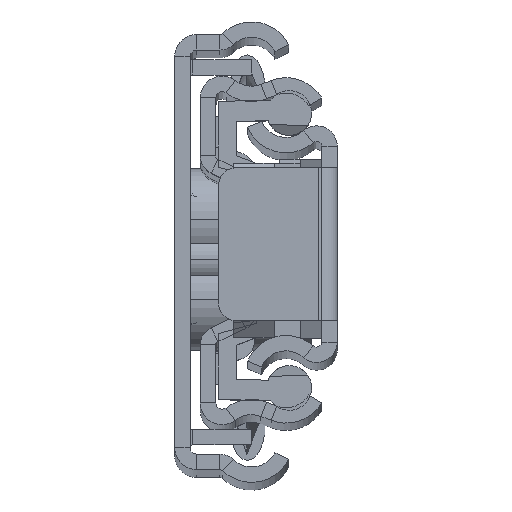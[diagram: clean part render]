
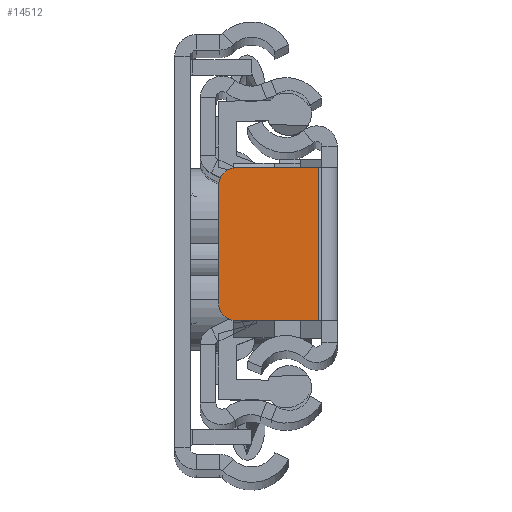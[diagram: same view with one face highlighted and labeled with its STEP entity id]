
A CAD part, top view. The second image highlights one B-rep face of the part: STEP entity #14512.
In plain terms, the highlighted planar face has unit normal (0, 0, 1).
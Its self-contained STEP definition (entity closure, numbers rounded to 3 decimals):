
#115 = VERTEX_POINT ( 'NONE', #14855 ) ;
#167 = FACE_OUTER_BOUND ( 'NONE', #783, .T. ) ;
#282 = DIRECTION ( 'NONE',  ( -1., 0., 0. ) ) ;
#783 = EDGE_LOOP ( 'NONE', ( #14715, #2759, #2011, #1776, #2163, #8929 ) ) ;
#879 = AXIS2_PLACEMENT_3D ( 'NONE', #1843, #5115, #11552 ) ;
#1591 = EDGE_CURVE ( 'NONE', #115, #12621, #15591, .T. ) ;
#1732 = VERTEX_POINT ( 'NONE', #8528 ) ;
#1776 = ORIENTED_EDGE ( 'NONE', *, *, #9029, .F. ) ;
#1843 = CARTESIAN_POINT ( 'NONE',  ( 0., 0., 0. ) ) ;
#2011 = ORIENTED_EDGE ( 'NONE', *, *, #10122, .T. ) ;
#2163 = ORIENTED_EDGE ( 'NONE', *, *, #5043, .T. ) ;
#2553 = LINE ( 'NONE', #9209, #10195 ) ;
#2641 = CARTESIAN_POINT ( 'NONE',  ( -1.45, -6., 0. ) ) ;
#2759 = ORIENTED_EDGE ( 'NONE', *, *, #10574, .T. ) ;
#3147 = EDGE_CURVE ( 'NONE', #12621, #5172, #8944, .T. ) ;
#3737 = AXIS2_PLACEMENT_3D ( 'NONE', #14754, #5324, #282 ) ;
#4412 = VECTOR ( 'NONE', #19544, 1000. ) ;
#5043 = EDGE_CURVE ( 'NONE', #1732, #115, #2553, .T. ) ;
#5115 = DIRECTION ( 'NONE',  ( 0., 0., -1. ) ) ;
#5172 = VERTEX_POINT ( 'NONE', #14178 ) ;
#5324 = DIRECTION ( 'NONE',  ( 0., 0., 1. ) ) ;
#6461 = AXIS2_PLACEMENT_3D ( 'NONE', #20540, #17488, #12607 ) ;
#7524 = VECTOR ( 'NONE', #9086, 1000. ) ;
#8528 = CARTESIAN_POINT ( 'NONE',  ( -1.45, 6., 0. ) ) ;
#8894 = DIRECTION ( 'NONE',  ( -1., 0., 0. ) ) ;
#8929 = ORIENTED_EDGE ( 'NONE', *, *, #1591, .T. ) ;
#8944 = LINE ( 'NONE', #17097, #11736 ) ;
#9029 = EDGE_CURVE ( 'NONE', #1732, #14740, #17137, .T. ) ;
#9086 = DIRECTION ( 'NONE',  ( 0., -1., 0. ) ) ;
#9209 = CARTESIAN_POINT ( 'NONE',  ( 0., 6., 0. ) ) ;
#9904 = CARTESIAN_POINT ( 'NONE',  ( 0., -6., 0. ) ) ;
#10122 = EDGE_CURVE ( 'NONE', #20291, #14740, #14780, .T. ) ;
#10195 = VECTOR ( 'NONE', #8894, 1000. ) ;
#10574 = EDGE_CURVE ( 'NONE', #5172, #20291, #11513, .T. ) ;
#10842 = DIRECTION ( 'NONE',  ( 0., -1., 0. ) ) ;
#11513 = CIRCLE ( 'NONE', #3737, 1.5 ) ;
#11552 = DIRECTION ( 'NONE',  ( -1., 0., 0. ) ) ;
#11736 = VECTOR ( 'NONE', #10842, 1000. ) ;
#11950 = CARTESIAN_POINT ( 'NONE',  ( -7.8, -6., 0. ) ) ;
#12160 = CARTESIAN_POINT ( 'NONE',  ( -1.45, -6., 0. ) ) ;
#12235 = CARTESIAN_POINT ( 'NONE',  ( -9.3, 4.5, 0. ) ) ;
#12607 = DIRECTION ( 'NONE',  ( -1., 0., 0. ) ) ;
#12621 = VERTEX_POINT ( 'NONE', #12235 ) ;
#14178 = CARTESIAN_POINT ( 'NONE',  ( -9.3, -4.5, 0. ) ) ;
#14512 = ADVANCED_FACE ( 'NONE', ( #167 ), #16330, .F. ) ;
#14715 = ORIENTED_EDGE ( 'NONE', *, *, #3147, .T. ) ;
#14740 = VERTEX_POINT ( 'NONE', #12160 ) ;
#14754 = CARTESIAN_POINT ( 'NONE',  ( -7.8, -4.5, 0. ) ) ;
#14780 = LINE ( 'NONE', #9904, #4412 ) ;
#14855 = CARTESIAN_POINT ( 'NONE',  ( -7.8, 6., 0. ) ) ;
#15591 = CIRCLE ( 'NONE', #6461, 1.5 ) ;
#16330 = PLANE ( 'NONE',  #879 ) ;
#17097 = CARTESIAN_POINT ( 'NONE',  ( -9.3, 0., 0. ) ) ;
#17137 = LINE ( 'NONE', #2641, #7524 ) ;
#17488 = DIRECTION ( 'NONE',  ( 0., 0., 1. ) ) ;
#19544 = DIRECTION ( 'NONE',  ( 1., 0., 0. ) ) ;
#20291 = VERTEX_POINT ( 'NONE', #11950 ) ;
#20540 = CARTESIAN_POINT ( 'NONE',  ( -7.8, 4.5, 0. ) ) ;
